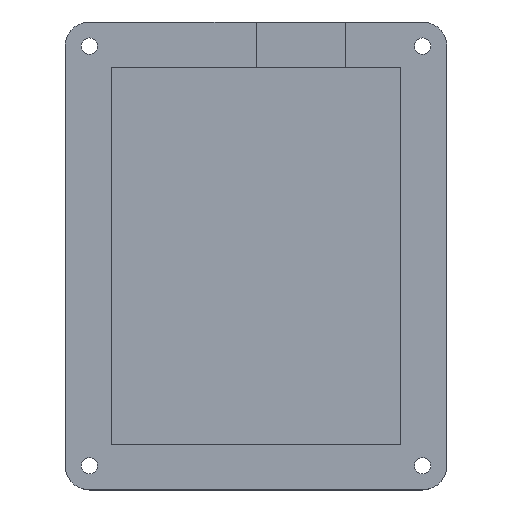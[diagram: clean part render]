
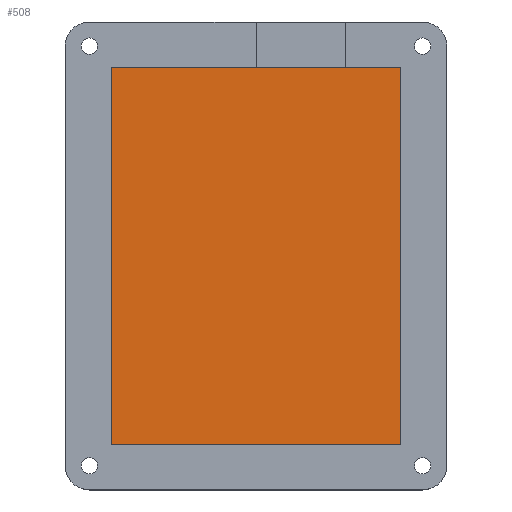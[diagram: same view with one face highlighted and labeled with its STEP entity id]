
A CAD part, top view. The second image highlights one B-rep face of the part: STEP entity #508.
In plain terms, the highlighted planar face has unit normal (0, 0, 1).
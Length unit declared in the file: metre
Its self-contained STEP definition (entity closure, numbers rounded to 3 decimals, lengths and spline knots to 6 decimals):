
#51=LINE('',#841,#91);
#56=LINE('',#851,#96);
#59=LINE('',#856,#99);
#61=LINE('',#860,#101);
#91=VECTOR('',#688,1.);
#96=VECTOR('',#695,1.);
#99=VECTOR('',#700,1.);
#101=VECTOR('',#704,1.);
#200=ORIENTED_EDGE('',*,*,#284,.F.);
#201=ORIENTED_EDGE('',*,*,#279,.T.);
#202=ORIENTED_EDGE('',*,*,#289,.T.);
#203=ORIENTED_EDGE('',*,*,#287,.F.);
#279=EDGE_CURVE('',#338,#339,#51,.T.);
#284=EDGE_CURVE('',#338,#342,#56,.T.);
#287=EDGE_CURVE('',#342,#343,#59,.T.);
#289=EDGE_CURVE('',#339,#343,#61,.T.);
#338=VERTEX_POINT('',#842);
#339=VERTEX_POINT('',#843);
#342=VERTEX_POINT('',#852);
#343=VERTEX_POINT('',#857);
#410=EDGE_LOOP('',(#200,#201,#202,#203));
#460=FACE_BOUND('',#410,.T.);
#482=PLANE('',#575);
#508=ADVANCED_FACE('',(#460),#482,.T.);
#575=AXIS2_PLACEMENT_3D('',#866,#715,#716);
#688=DIRECTION('',(0.,-1.,0.));
#695=DIRECTION('',(1.,0.,0.));
#700=DIRECTION('',(0.,-1.,0.));
#704=DIRECTION('',(1.,0.,0.));
#715=DIRECTION('',(0.,0.,1.));
#716=DIRECTION('',(1.,0.,0.));
#841=CARTESIAN_POINT('',(-0.030075,0.,0.003));
#842=CARTESIAN_POINT('',(-0.030075,0.039035,0.003));
#843=CARTESIAN_POINT('',(-0.030075,-0.039035,0.003));
#851=CARTESIAN_POINT('',(0.,0.039035,0.003));
#852=CARTESIAN_POINT('',(0.030075,0.039035,0.003));
#856=CARTESIAN_POINT('',(0.030075,0.,0.003));
#857=CARTESIAN_POINT('',(0.030075,-0.039035,0.003));
#860=CARTESIAN_POINT('',(0.,-0.039035,0.003));
#866=CARTESIAN_POINT('',(0.,0.,0.003));
